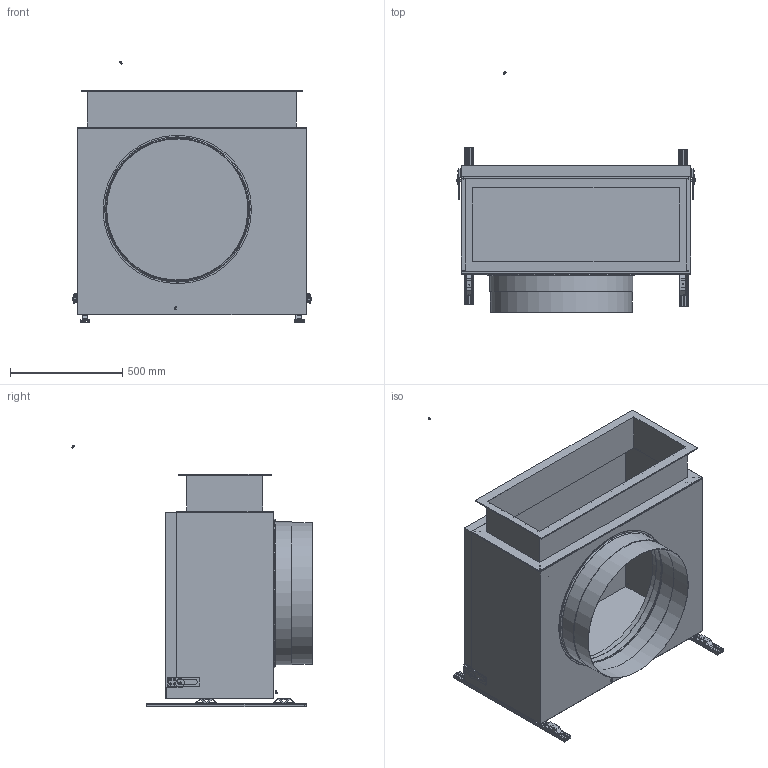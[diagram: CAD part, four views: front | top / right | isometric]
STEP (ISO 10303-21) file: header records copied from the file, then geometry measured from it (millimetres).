
FILE_DESCRIPTION( ( 'Unknown' ), '1' );
FILE_NAME( 'MXIC-56R.step', 'Unknown', ( 'Unknown' ), ( 'Unknown' ), 'PSStep 17.0.49', 'Unknown', ' ' );
FILE_SCHEMA( ( 'AUTOMOTIVE_DESIGN { 1 0 10303 214 1 1 1 1 }' ) );
Length unit declared in the file: millimetre
Products named in the file (13): Assem1; skal MXIC-35; dörr 56m; spår 1; spår 2; 40mm brica; 12mm skruv hexa; nit 1; lock 56; fot 1 ; skena; kon 56; trxtil delen
Assembly tree (31 placements, depth 2):
  Assem1
    skal MXIC-35
    dörr 56m
    spår 1
    spår 2
    40mm brica  x2
    12mm skruv hexa  x2
    nit 1  x14
    lock 56
    fot 1   x4
    skena  x2
    kon 56
    trxtil delen
Bounding box: 1062.1 x 1069.1 x 1164.88 mm (x, y, z)
Volume: 123426945.9 mm3; surface area: 8154973.8 mm2
Topology: 31 solids, 31 shells, 414 faces, 957 edges, 644 vertices
Faces by surface type: plane 273, cylinder 116, torus 19, sphere 4, bspline 2
Full cylindrical faces by diameter (mm): 4 x18, 5 x54, 6 x4, 7 x12, 9.141 x2, 10 x6, 40 x2, 628 x1, 630 x3, 636 x1, 660 x1
Entity records: 8363 total; most frequent: CARTESIAN_POINT 1216, DIRECTION 1097, ORIENTED_EDGE 910, EDGE_CURVE 455, AXIS2_PLACEMENT_3D 399, EDGE_LOOP 361, VERTEX_POINT 332, LINE 299
